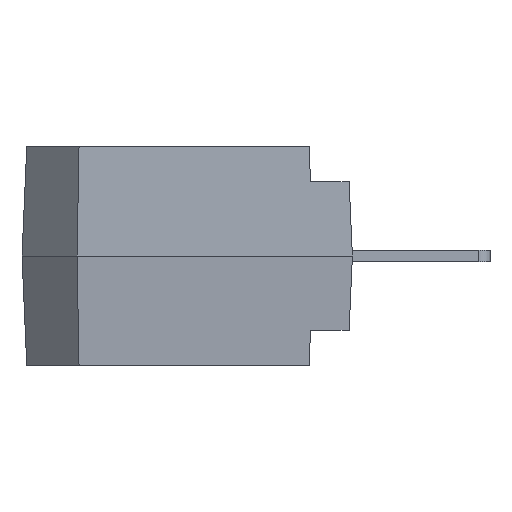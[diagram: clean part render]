
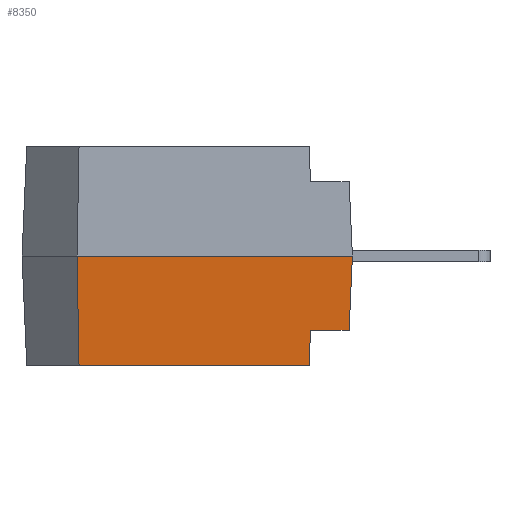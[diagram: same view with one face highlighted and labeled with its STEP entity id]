
A CAD part, left-side view. The second image highlights one B-rep face of the part: STEP entity #8350.
In plain terms, the highlighted planar face has unit normal (-0.999, 0, -0.044).
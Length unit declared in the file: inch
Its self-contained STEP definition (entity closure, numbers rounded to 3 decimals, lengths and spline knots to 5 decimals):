
#8051=CARTESIAN_POINT('',(-0.42105,-0.06745,-0.0625));
#8052=VERTEX_POINT('',#8051);
#8059=CARTESIAN_POINT('',(-0.41968,-0.06608,-0.094));
#8060=VERTEX_POINT('',#8059);
#8061=CARTESIAN_POINT('',(-0.42105,-0.06745,-0.0625));
#8062=DIRECTION('',(0.044,0.044,-0.998));
#8063=VECTOR('',#8062,0.03156);
#8064=LINE('',#8061,#8063);
#8065=EDGE_CURVE('',#8060,#8052,#8064,.F.);
#8304=CARTESIAN_POINT('',(-0.42832,0.0621,0.10391));
#8305=DIRECTION('',(-0.999,0.0,-0.044));
#8306=DIRECTION('',(0.0,-1.0,0.0));
#8307=AXIS2_PLACEMENT_3D('',#8304,#8305,#8306);
#8308=PLANE('',#8307);
#8309=CARTESIAN_POINT('',(-0.424,-0.1054,0.005));
#8310=VERTEX_POINT('',#8309);
#8311=CARTESIAN_POINT('',(-0.424,0.1446,0.005));
#8312=VERTEX_POINT('',#8311);
#8313=CARTESIAN_POINT('',(-0.424,-0.1054,0.005));
#8314=DIRECTION('',(0.0,1.0,0.0));
#8315=VECTOR('',#8314,0.25);
#8316=LINE('',#8313,#8315);
#8317=EDGE_CURVE('',#8310,#8312,#8316,.T.);
#8318=ORIENTED_EDGE('',*,*,#8317,.T.);
#8319=CARTESIAN_POINT('',(-0.41968,0.14281,-0.094));
#8320=VERTEX_POINT('',#8319);
#8321=CARTESIAN_POINT('',(-0.41968,0.14281,-0.094));
#8322=DIRECTION('',(-0.044,0.018,0.999));
#8323=VECTOR('',#8322,0.09911);
#8324=LINE('',#8321,#8323);
#8325=EDGE_CURVE('',#8320,#8312,#8324,.T.);
#8326=ORIENTED_EDGE('',*,*,#8325,.F.);
#8327=CARTESIAN_POINT('',(-0.41968,0.14281,-0.094));
#8328=DIRECTION('',(0.0,-1.0,0.0));
#8329=VECTOR('',#8328,0.20889);
#8330=LINE('',#8327,#8329);
#8331=EDGE_CURVE('',#8320,#8060,#8330,.T.);
#8332=ORIENTED_EDGE('',*,*,#8331,.T.);
#8333=ORIENTED_EDGE('',*,*,#8065,.T.);
#8334=CARTESIAN_POINT('',(-0.42105,-0.10245,-0.0625));
#8335=VERTEX_POINT('',#8334);
#8336=CARTESIAN_POINT('',(-0.42105,-0.10245,-0.0625));
#8337=DIRECTION('',(0.0,1.0,0.0));
#8338=VECTOR('',#8337,0.035);
#8339=LINE('',#8336,#8338);
#8340=EDGE_CURVE('',#8052,#8335,#8339,.F.);
#8341=ORIENTED_EDGE('',*,*,#8340,.T.);
#8342=CARTESIAN_POINT('',(-0.42105,-0.10245,-0.0625));
#8343=DIRECTION('',(-0.044,-0.044,0.998));
#8344=VECTOR('',#8343,0.06763);
#8345=LINE('',#8342,#8344);
#8346=EDGE_CURVE('',#8335,#8310,#8345,.T.);
#8347=ORIENTED_EDGE('',*,*,#8346,.T.);
#8348=EDGE_LOOP('',(#8318,#8326,#8332,#8333,#8341,#8347));
#8349=FACE_OUTER_BOUND('',#8348,.T.);
#8350=ADVANCED_FACE('',(#8349),#8308,.T.);
